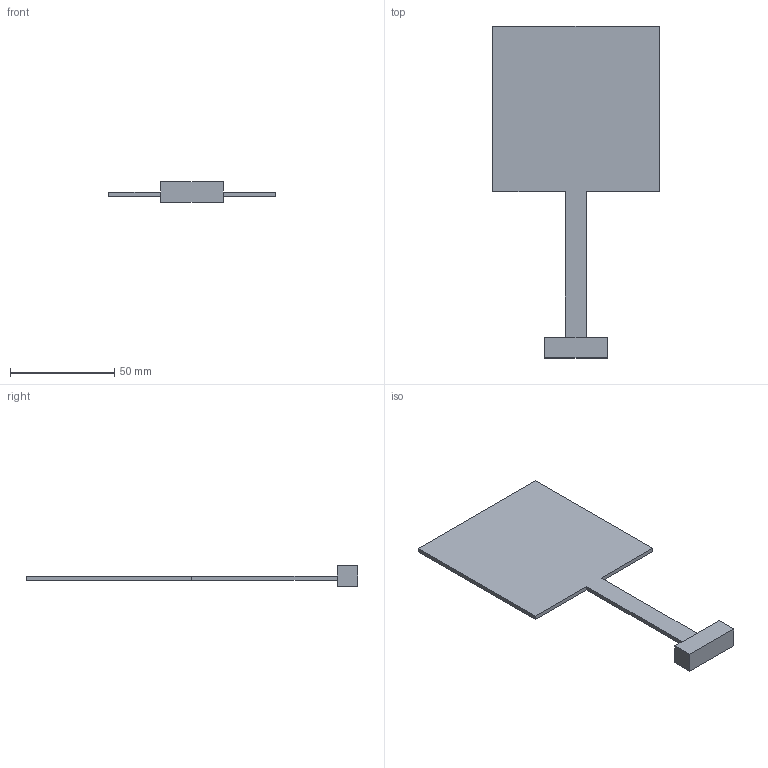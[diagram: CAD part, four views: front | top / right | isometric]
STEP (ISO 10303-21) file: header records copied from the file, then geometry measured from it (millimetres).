
FILE_DESCRIPTION(/* description */ (''),/* implementation_level */ '2;1');
FILE_NAME(/* name */ 'parking_sign.stp',/* time_stamp */ '2017-11-16T15:47:35-07:00',/* author */ ('Platform'),/* organization */ (''),/* preprocessor_version */ 'ST-DEVELOPER v16.13',/* originating_system */ 'Autodesk Inventor 2018',/* authorisation */ '');
FILE_SCHEMA (('AUTOMOTIVE_DESIGN { 1 0 10303 214 3 1 1 }'));
Length unit declared in the file: millimetre
Products named in the file (1): parkinglot
Bounding box: 80 x 159.57 x 10 mm (x, y, z)
Volume: 17130.8 mm3; surface area: 16409.1 mm2
Topology: 1 solids, 1 shells, 15 faces, 37 edges, 26 vertices
Faces by surface type: plane 15
Entity records: 483 total; most frequent: CARTESIAN_POINT 78, ORIENTED_EDGE 72, DIRECTION 68, LINE 36, VECTOR 36, EDGE_CURVE 36, VERTEX_POINT 24, EDGE_LOOP 16
